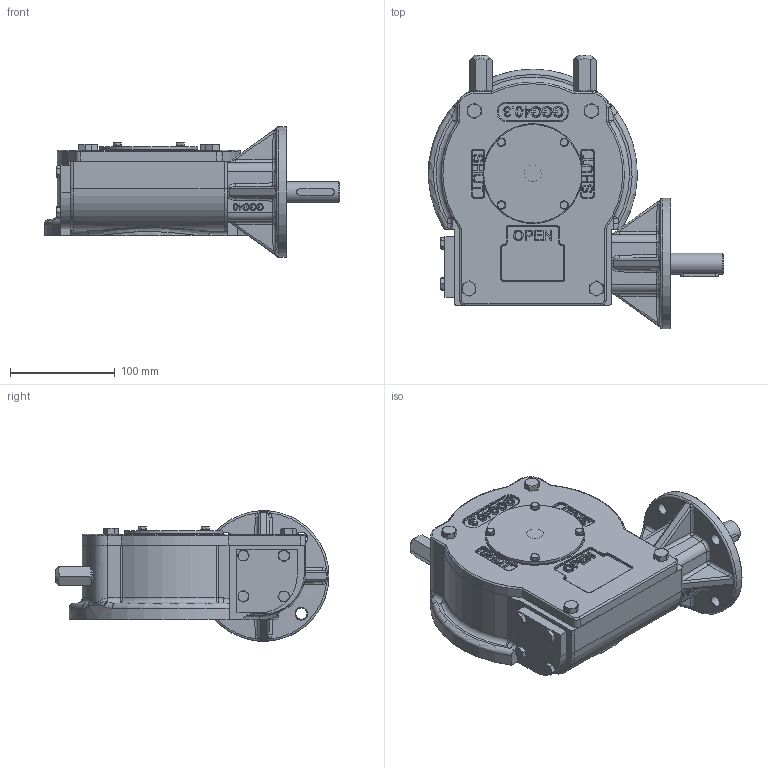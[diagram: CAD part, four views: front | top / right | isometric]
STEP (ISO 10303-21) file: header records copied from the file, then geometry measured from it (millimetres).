
FILE_DESCRIPTION(/* description */ ('Unknown'),/* implementation_level */ '2;1');
FILE_NAME(/* name */ 'AM880MG LH',/* time_stamp */ '2016-12-09T13:40:00+00:00',/* author */ ('Unknown'),/* organization */ ('Unknown'),/* preprocessor_version */ 'ST-DEVELOPER v16',/* originating_system */ 'DEX',/* authorisation */ $);
FILE_SCHEMA (('AP203_CONFIGURATION_CONTROLLED_3D_DESIGN_OF_MECHANICAL_PARTS_AND_ASSEMBLIES_MIM_LF { 1 0 10303 203 3 1 4 }','AUTOMOTIVE_DESIGN {1 0 10303 214 3 1 1}'));
Length unit declared in the file: millimetre
Products named in the file (1): AM880MG LH
Bounding box: 282.39 x 262 x 125 mm (x, y, z)
Surface area: 234351.2 mm2 (no closed solid volume)
Topology: 0 solids, 61 shells, 863 faces, 2400 edges, 1590 vertices
Faces by surface type: plane 392, cylinder 169, bspline 115, cone 108, torus 65, sphere 14
Full cylindrical faces by diameter (mm): 4.917 x2, 8 x6, 10 x4, 10.106 x4, 11 x4, 12 x4, 16 x3, 17.294 x4, 19.98 x1, 24 x2, 26 x1, 70 x1, 75 x1, 94 x1, 125 x1
Entity records: 42855 total; most frequent: CARTESIAN_POINT 22073, ORIENTED_EDGE 3962, DIRECTION 3492, EDGE_CURVE 2263, VERTEX_POINT 1562, AXIS2_PLACEMENT_3D 1395, FACE_BOUND 1078, EDGE_LOOP 1070
